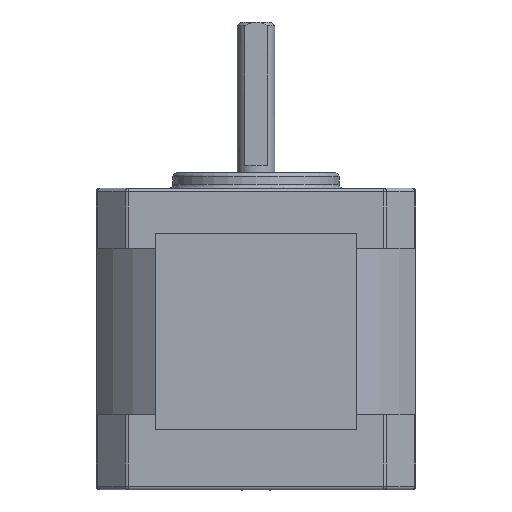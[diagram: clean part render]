
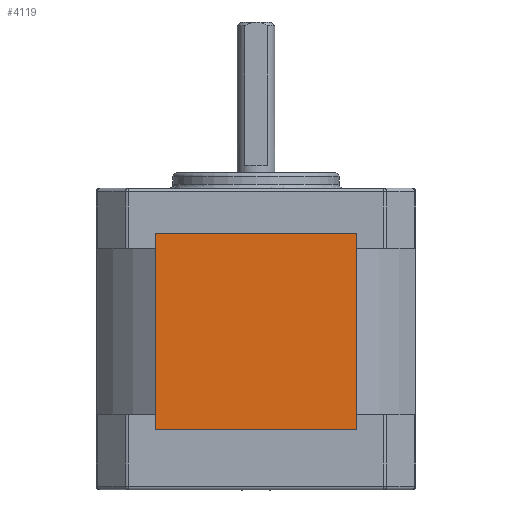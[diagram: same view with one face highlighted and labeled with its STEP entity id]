
A CAD part, front view. The second image highlights one B-rep face of the part: STEP entity #4119.
In plain terms, the highlighted planar face has unit normal (0, -1, 0).
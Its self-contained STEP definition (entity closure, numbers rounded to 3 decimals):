
#416=PLANE('',#4499);
#612=FACE_OUTER_BOUND('',#866,.T.);
#866=EDGE_LOOP('',(#3637,#3638,#3639,#3640));
#1287=LINE('',#6570,#1634);
#1376=LINE('',#7995,#1723);
#1381=LINE('',#8007,#1728);
#1382=LINE('',#8008,#1729);
#1634=VECTOR('',#5136,1000.);
#1723=VECTOR('',#5487,1000.);
#1728=VECTOR('',#5496,1000.);
#1729=VECTOR('',#5497,1000.);
#2006=VERTEX_POINT('',#6567);
#2007=VERTEX_POINT('',#6569);
#2096=VERTEX_POINT('',#7994);
#2101=VERTEX_POINT('',#8006);
#2463=EDGE_CURVE('',#2007,#2006,#1287,.T.);
#2624=EDGE_CURVE('',#2007,#2096,#1376,.T.);
#2630=EDGE_CURVE('',#2101,#2006,#1381,.T.);
#2631=EDGE_CURVE('',#2101,#2096,#1382,.T.);
#3637=ORIENTED_EDGE('',*,*,#2630,.F.);
#3638=ORIENTED_EDGE('',*,*,#2631,.T.);
#3639=ORIENTED_EDGE('',*,*,#2624,.F.);
#3640=ORIENTED_EDGE('',*,*,#2463,.T.);
#4119=ADVANCED_FACE('',(#612),#416,.T.);
#4499=AXIS2_PLACEMENT_3D('',#8005,#5494,#5495);
#5136=DIRECTION('',(1.,0.,0.));
#5487=DIRECTION('',(0.,0.,1.));
#5494=DIRECTION('center_axis',(0.,-1.,0.));
#5495=DIRECTION('ref_axis',(0.,0.,-1.));
#5496=DIRECTION('',(0.,0.,-1.));
#5497=DIRECTION('',(-1.,0.,0.));
#6567=CARTESIAN_POINT('',(13.314,-21.16,-32.));
#6569=CARTESIAN_POINT('',(-13.314,-21.16,-32.));
#6570=CARTESIAN_POINT('',(0.,-21.16,-32.));
#7994=CARTESIAN_POINT('',(-13.314,-21.16,-6.));
#7995=CARTESIAN_POINT('',(-13.314,-21.16,53.85));
#8005=CARTESIAN_POINT('Origin',(0.,-21.16,53.85));
#8006=CARTESIAN_POINT('',(13.314,-21.16,-6.));
#8007=CARTESIAN_POINT('',(13.314,-21.16,53.85));
#8008=CARTESIAN_POINT('',(0.,-21.16,-6.));
